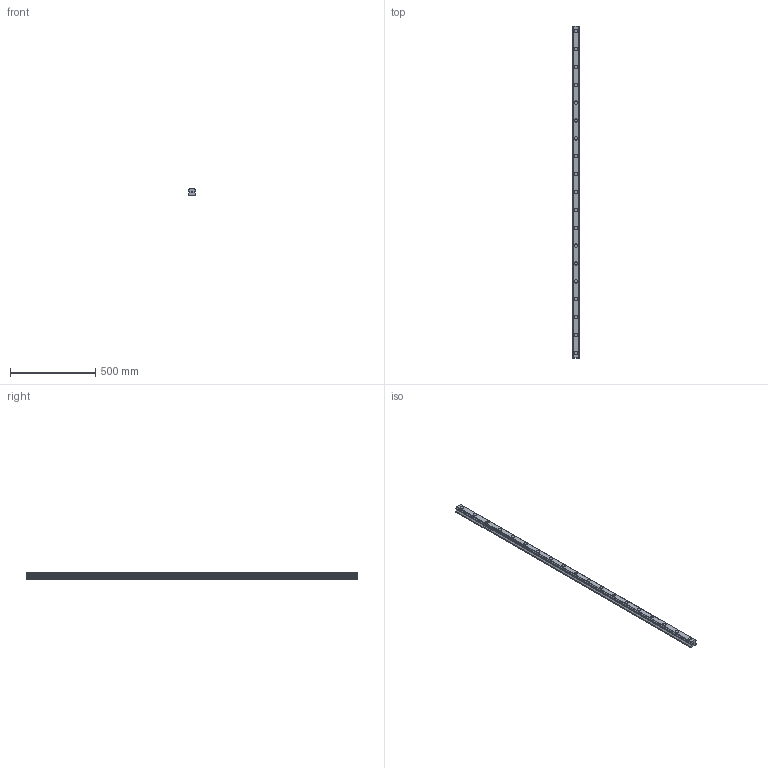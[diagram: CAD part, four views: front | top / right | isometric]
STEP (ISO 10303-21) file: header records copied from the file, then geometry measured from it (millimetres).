
FILE_DESCRIPTION(('STEP AP214'),'1');
FILE_NAME('cctmp_A6ED0D05-CED5-4D9C-BC93-E45B46025A45_2020_10_29_12_1_8_18..stp','2020-10-29T11:01:08',('HIWIN GmbH'),('CADClick - www.CADClick.com'),'Spatial InterOp 3D',' ','unknown authorization');
FILE_SCHEMA(('AUTOMOTIVE_DESIGN'));
Length unit declared in the file: millimetre
Products named in the file (1): HGR45R1950H_FILE
Bounding box: 45 x 1950 x 38 mm (x, y, z)
Volume: 2619682.2 mm3; surface area: 380117.8 mm2
Topology: 1 solids, 1 shells, 268 faces, 615 edges, 410 vertices
Faces by surface type: plane 150, cylinder 118
Entity records: 9803 total; most frequent: DIRECTION 1389, CARTESIAN_POINT 1294, ORIENTED_EDGE 1230, EDGE_CURVE 615, AXIS2_PLACEMENT_3D 505, VERTEX_POINT 410, LINE 379, VECTOR 379
